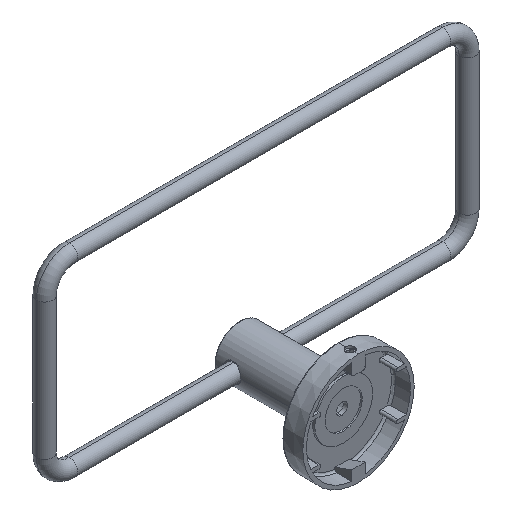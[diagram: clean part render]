
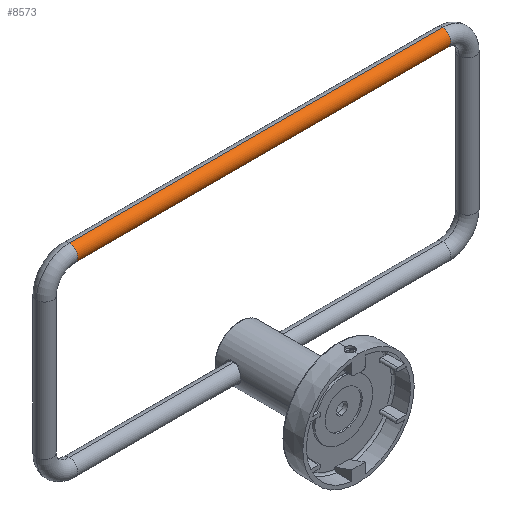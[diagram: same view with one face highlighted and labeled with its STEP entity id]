
A CAD part, isometric view. The second image highlights one B-rep face of the part: STEP entity #8573.
In plain terms, the highlighted cylindrical face has radius 4 mm (diameter 8 mm), a partial arc.
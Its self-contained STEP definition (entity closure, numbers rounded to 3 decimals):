
#8128=CARTESIAN_POINT('',(-90.5,-90.,
0.));
#8129=DIRECTION('',(1.,0.,0.));
#8130=DIRECTION('',(0.,-1.,0.));
#8131=AXIS2_PLACEMENT_3D('',#8128,#8129,#8130);
#8143=DIRECTION('',(-1.,0.,0.));
#8144=VECTOR('',#8143,181.);
#8145=CARTESIAN_POINT('',(90.5,-94.,
0.));
#8146=LINE('',#8145,#8144);
#8147=DIRECTION('',(1.,0.,0.));
#8148=VECTOR('',#8147,181.);
#8149=CARTESIAN_POINT('',(-90.5,-86.,0.));
#8150=LINE('',#8149,#8148);
#8176=CARTESIAN_POINT('',(90.5,-90.,
0.));
#8177=DIRECTION('',(-1.,0.,0.));
#8178=DIRECTION('',(0.,1.,0.));
#8179=AXIS2_PLACEMENT_3D('',#8176,#8177,#8178);
#8267=CARTESIAN_POINT('',(-90.5,-86.,
-0.001));
#8268=VERTEX_POINT('',#8267);
#8269=CARTESIAN_POINT('',(-90.5,-94.,
0.));
#8270=VERTEX_POINT('',#8269);
#8271=CARTESIAN_POINT('',(90.5,-86.,0.));
#8272=CARTESIAN_POINT('',(90.5,-94.,
0.));
#8273=VERTEX_POINT('',#8271);
#8274=VERTEX_POINT('',#8272);
#8559=CARTESIAN_POINT('',(-90.5,-90.,0.));
#8560=DIRECTION('',(1.,0.,0.));
#8561=DIRECTION('',(0.,1.,0.));
#8562=AXIS2_PLACEMENT_3D('',#8559,#8560,#8561);
#8563=CYLINDRICAL_SURFACE('',#8562,4.);
#8565=ORIENTED_EDGE('',*,*,#8564,.F.);
#8567=ORIENTED_EDGE('',*,*,#8566,.F.);
#8569=ORIENTED_EDGE('',*,*,#8568,.F.);
#8570=ORIENTED_EDGE('',*,*,#8552,.F.);
#8571=EDGE_LOOP('',(#8565,#8567,#8569,#8570));
#8572=FACE_OUTER_BOUND('',#8571,.F.);
#8132=CIRCLE('',#8131,4.);
#8180=CIRCLE('',#8179,4.);
#8552=EDGE_CURVE('',#8270,#8268,#8132,.T.);
#8564=EDGE_CURVE('',#8274,#8270,#8146,.T.);
#8566=EDGE_CURVE('',#8273,#8274,#8180,.T.);
#8568=EDGE_CURVE('',#8268,#8273,#8150,.T.);
#8573=ADVANCED_FACE('',(#8572),#8563,.T.);
